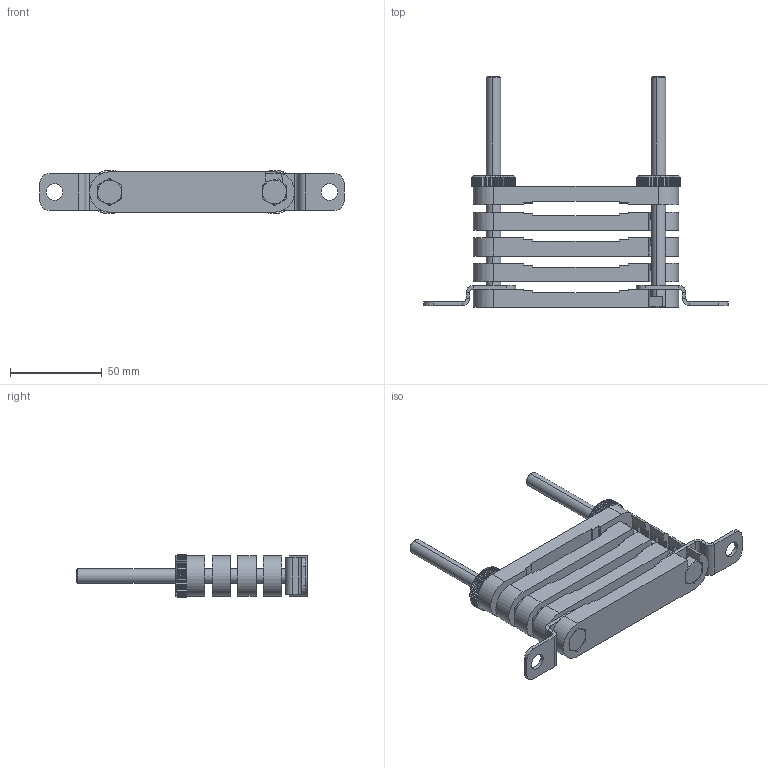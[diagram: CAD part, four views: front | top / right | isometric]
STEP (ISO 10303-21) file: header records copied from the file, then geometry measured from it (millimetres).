
FILE_DESCRIPTION(('STEP AP203'),'1');
FILE_NAME('fs40-63.stp','2024-09-24T00:37:06',('TraceParts'),('TraceParts S.A.'),'Spatial InterOp 3D',' ',' ');
FILE_SCHEMA(('CONFIG_CONTROL_DESIGN'));
Length unit declared in the file: millimetre
Products named in the file (1): 1
Bounding box: 166 x 126 x 24 mm (x, y, z)
Volume: 115068.7 mm3; surface area: 52491.6 mm2
Topology: 11 solids, 11 shells, 682 faces, 1705 edges, 1054 vertices
Faces by surface type: plane 390, cylinder 176, cone 116
Entity records: 20459 total; most frequent: CARTESIAN_POINT 4188, ORIENTED_EDGE 3410, DIRECTION 3345, EDGE_CURVE 1705, AXIS2_PLACEMENT_3D 1171, VERTEX_POINT 1054, LINE 1003, VECTOR 1003
